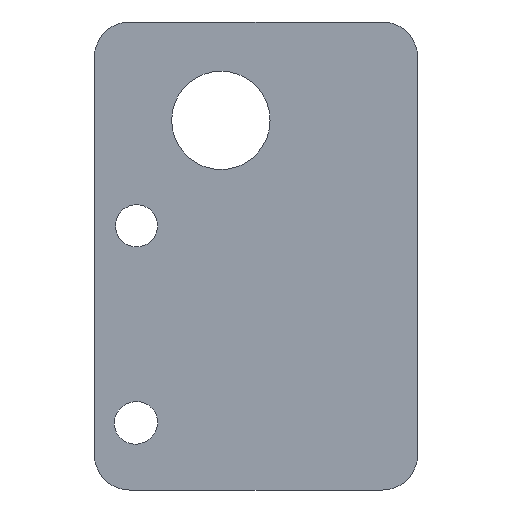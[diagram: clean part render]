
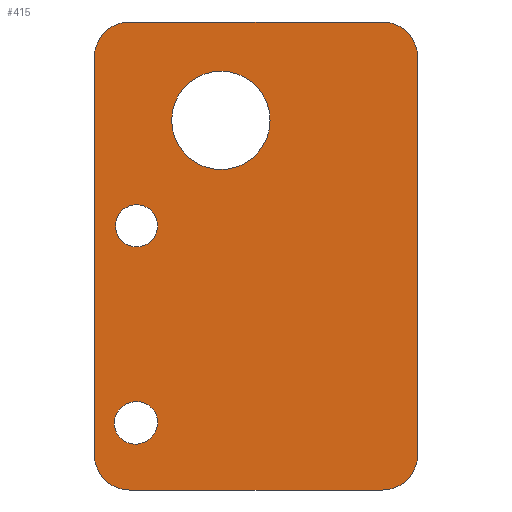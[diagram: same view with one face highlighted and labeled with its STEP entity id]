
A CAD part, front view. The second image highlights one B-rep face of the part: STEP entity #415.
In plain terms, the highlighted planar face has unit normal (0, -1, 0).
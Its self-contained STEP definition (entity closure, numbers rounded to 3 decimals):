
#15=FACE_BOUND('',#58,.T.);
#16=FACE_BOUND('',#59,.T.);
#17=FACE_BOUND('',#60,.T.);
#22=PLANE('',#442);
#34=FACE_OUTER_BOUND('',#57,.T.);
#57=EDGE_LOOP('',(#286,#287,#288,#289,#290,#291,#292,#293));
#58=EDGE_LOOP('',(#294));
#59=EDGE_LOOP('',(#295,#296));
#60=EDGE_LOOP('',(#297));
#88=LINE('',#633,#124);
#89=LINE('',#637,#125);
#90=LINE('',#641,#126);
#91=LINE('',#644,#127);
#124=VECTOR('',#500,10.);
#125=VECTOR('',#503,10.);
#126=VECTOR('',#506,10.);
#127=VECTOR('',#509,10.);
#160=CIRCLE('',#443,2.5);
#161=CIRCLE('',#444,2.5);
#162=CIRCLE('',#445,2.5);
#163=CIRCLE('',#446,2.5);
#164=CIRCLE('',#447,1.5);
#165=CIRCLE('',#448,1.5);
#166=CIRCLE('',#449,1.5);
#167=CIRCLE('',#450,3.5);
#186=VERTEX_POINT('',#629);
#187=VERTEX_POINT('',#630);
#188=VERTEX_POINT('',#632);
#189=VERTEX_POINT('',#634);
#190=VERTEX_POINT('',#636);
#191=VERTEX_POINT('',#638);
#192=VERTEX_POINT('',#640);
#193=VERTEX_POINT('',#642);
#194=VERTEX_POINT('',#645);
#195=VERTEX_POINT('',#647);
#196=VERTEX_POINT('',#648);
#197=VERTEX_POINT('',#651);
#226=EDGE_CURVE('',#186,#187,#160,.T.);
#227=EDGE_CURVE('',#187,#188,#88,.T.);
#228=EDGE_CURVE('',#188,#189,#161,.T.);
#229=EDGE_CURVE('',#190,#189,#89,.T.);
#230=EDGE_CURVE('',#190,#191,#162,.T.);
#231=EDGE_CURVE('',#192,#191,#90,.T.);
#232=EDGE_CURVE('',#192,#193,#163,.T.);
#233=EDGE_CURVE('',#186,#193,#91,.T.);
#234=EDGE_CURVE('',#194,#194,#164,.T.);
#235=EDGE_CURVE('',#195,#196,#165,.T.);
#236=EDGE_CURVE('',#195,#196,#166,.T.);
#237=EDGE_CURVE('',#197,#197,#167,.T.);
#286=ORIENTED_EDGE('',*,*,#226,.T.);
#287=ORIENTED_EDGE('',*,*,#227,.T.);
#288=ORIENTED_EDGE('',*,*,#228,.T.);
#289=ORIENTED_EDGE('',*,*,#229,.F.);
#290=ORIENTED_EDGE('',*,*,#230,.T.);
#291=ORIENTED_EDGE('',*,*,#231,.F.);
#292=ORIENTED_EDGE('',*,*,#232,.T.);
#293=ORIENTED_EDGE('',*,*,#233,.F.);
#294=ORIENTED_EDGE('',*,*,#234,.F.);
#295=ORIENTED_EDGE('',*,*,#235,.T.);
#296=ORIENTED_EDGE('',*,*,#236,.F.);
#297=ORIENTED_EDGE('',*,*,#237,.T.);
#415=ADVANCED_FACE('',(#34,#15,#16,#17),#22,.T.);
#442=AXIS2_PLACEMENT_3D('',#628,#496,#497);
#443=AXIS2_PLACEMENT_3D('',#631,#498,#499);
#444=AXIS2_PLACEMENT_3D('',#635,#501,#502);
#445=AXIS2_PLACEMENT_3D('',#639,#504,#505);
#446=AXIS2_PLACEMENT_3D('',#643,#507,#508);
#447=AXIS2_PLACEMENT_3D('',#646,#510,#511);
#448=AXIS2_PLACEMENT_3D('',#649,#512,#513);
#449=AXIS2_PLACEMENT_3D('',#650,#514,#515);
#450=AXIS2_PLACEMENT_3D('',#652,#516,#517);
#496=DIRECTION('center_axis',(0.,-1.,0.));
#497=DIRECTION('ref_axis',(0.,0.,-1.));
#498=DIRECTION('center_axis',(0.,-1.,0.));
#499=DIRECTION('ref_axis',(-1.,0.,0.));
#500=DIRECTION('',(1.,0.,0.));
#501=DIRECTION('center_axis',(0.,-1.,0.));
#502=DIRECTION('ref_axis',(0.,0.,-1.));
#503=DIRECTION('',(0.,0.,-1.));
#504=DIRECTION('center_axis',(0.,-1.,0.));
#505=DIRECTION('ref_axis',(1.,0.,0.));
#506=DIRECTION('',(1.,0.,0.));
#507=DIRECTION('center_axis',(0.,-1.,0.));
#508=DIRECTION('ref_axis',(0.,0.,1.));
#509=DIRECTION('',(0.,0.,1.));
#510=DIRECTION('center_axis',(0.,-1.,0.));
#511=DIRECTION('ref_axis',(1.,0.,0.));
#512=DIRECTION('center_axis',(0.,1.,0.));
#513=DIRECTION('ref_axis',(-1.,0.,0.));
#514=DIRECTION('center_axis',(0.,-1.,0.));
#515=DIRECTION('ref_axis',(1.,0.,0.));
#516=DIRECTION('center_axis',(0.,1.,0.));
#517=DIRECTION('ref_axis',(-1.,0.,0.));
#628=CARTESIAN_POINT('Origin',(-359.41,-34.5,-16.112));
#629=CARTESIAN_POINT('',(-370.91,-34.5,-27.262));
#630=CARTESIAN_POINT('',(-368.41,-34.5,-29.762));
#631=CARTESIAN_POINT('Origin',(-368.41,-34.5,-27.262));
#632=CARTESIAN_POINT('',(-350.41,-34.5,-29.762));
#633=CARTESIAN_POINT('',(-354.91,-34.5,-29.762));
#634=CARTESIAN_POINT('',(-347.91,-34.5,-27.262));
#635=CARTESIAN_POINT('Origin',(-350.41,-34.5,-27.262));
#636=CARTESIAN_POINT('',(-347.91,-34.5,1.038));
#637=CARTESIAN_POINT('',(-347.91,-34.5,-6.287));
#638=CARTESIAN_POINT('',(-350.41,-34.5,3.538));
#639=CARTESIAN_POINT('Origin',(-350.41,-34.5,1.038));
#640=CARTESIAN_POINT('',(-368.41,-34.5,3.538));
#641=CARTESIAN_POINT('',(-353.91,-34.5,3.538));
#642=CARTESIAN_POINT('',(-370.91,-34.5,1.038));
#643=CARTESIAN_POINT('Origin',(-368.41,-34.5,1.038));
#644=CARTESIAN_POINT('',(-370.91,-34.5,-6.287));
#645=CARTESIAN_POINT('',(-369.41,-34.5,-10.962));
#646=CARTESIAN_POINT('Origin',(-367.91,-34.5,-10.962));
#647=CARTESIAN_POINT('',(-367.364,-34.5,-26.358));
#648=CARTESIAN_POINT('',(-368.547,-34.5,-23.603));
#649=CARTESIAN_POINT('Origin',(-368.,-34.5,-25.));
#650=CARTESIAN_POINT('Origin',(-367.91,-34.5,-24.962));
#651=CARTESIAN_POINT('',(-358.41,-34.5,-3.462));
#652=CARTESIAN_POINT('Origin',(-361.91,-34.5,-3.462));
